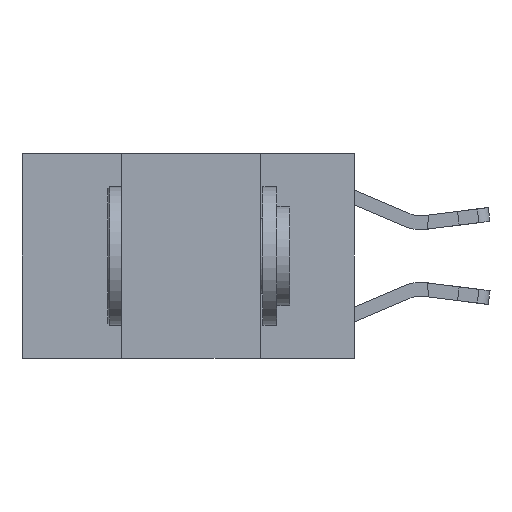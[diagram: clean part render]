
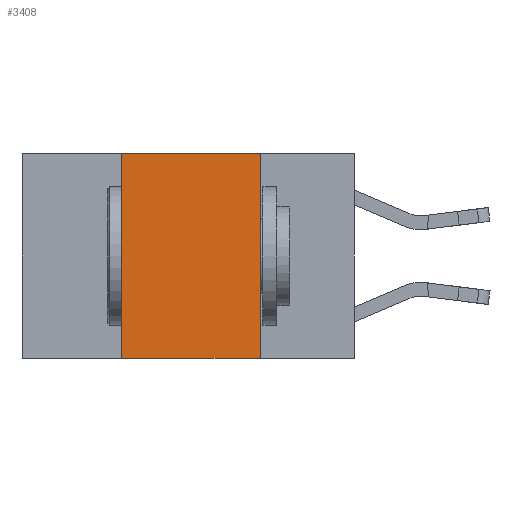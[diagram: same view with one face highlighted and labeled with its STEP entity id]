
A CAD part, left-side view. The second image highlights one B-rep face of the part: STEP entity #3408.
In plain terms, the highlighted planar face has unit normal (-1, 0, 0).
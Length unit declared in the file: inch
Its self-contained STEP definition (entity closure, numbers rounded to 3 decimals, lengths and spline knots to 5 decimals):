
#409 = VERTEX_POINT ( 'NONE', #1356 ) ;
#586 = CARTESIAN_POINT ( 'NONE',  ( 0., 0.42, 0. ) ) ;
#1058 = ORIENTED_EDGE ( 'NONE', *, *, #7556, .F. ) ;
#1095 = ORIENTED_EDGE ( 'NONE', *, *, #5682, .F. ) ;
#1191 = ORIENTED_EDGE ( 'NONE', *, *, #10380, .F. ) ;
#1244 = ORIENTED_EDGE ( 'NONE', *, *, #10629, .T. ) ;
#1356 = CARTESIAN_POINT ( 'NONE',  ( 0., 0.17, -0.37 ) ) ;
#2004 = LINE ( 'NONE', #586, #4515 ) ;
#2237 = DIRECTION ( 'NONE',  ( 1., 0., 0. ) ) ;
#2716 = CARTESIAN_POINT ( 'NONE',  ( 0., 0.42, 0. ) ) ;
#3408 = ADVANCED_FACE ( 'NONE', ( #12701 ), #11583, .F. ) ;
#3607 = AXIS2_PLACEMENT_3D ( 'NONE', #5421, #2237, #12632 ) ;
#3696 = VERTEX_POINT ( 'NONE', #2716 ) ;
#4174 = DIRECTION ( 'NONE',  ( 0., -1., 0. ) ) ;
#4515 = VECTOR ( 'NONE', #12089, 39.37008 ) ;
#4550 = LINE ( 'NONE', #7756, #9942 ) ;
#4985 = EDGE_LOOP ( 'NONE', ( #1058, #1095, #1191, #1244 ) ) ;
#5421 = CARTESIAN_POINT ( 'NONE',  ( 0., 0.6, 0. ) ) ;
#5523 = CARTESIAN_POINT ( 'NONE',  ( 0., 0.17, 0. ) ) ;
#5682 = EDGE_CURVE ( 'NONE', #3696, #12505, #4550, .T. ) ;
#6174 = CARTESIAN_POINT ( 'NONE',  ( 0., 0.17, 0. ) ) ;
#7422 = LINE ( 'NONE', #12427, #12879 ) ;
#7556 = EDGE_CURVE ( 'NONE', #12505, #409, #8899, .T. ) ;
#7756 = CARTESIAN_POINT ( 'NONE',  ( 0., 0.6, 0. ) ) ;
#8588 = VECTOR ( 'NONE', #13358, 39.37008 ) ;
#8899 = LINE ( 'NONE', #6174, #8588 ) ;
#9492 = VERTEX_POINT ( 'NONE', #10375 ) ;
#9775 = DIRECTION ( 'NONE',  ( 0., -1., 0. ) ) ;
#9942 = VECTOR ( 'NONE', #9775, 39.37008 ) ;
#10375 = CARTESIAN_POINT ( 'NONE',  ( 0., 0.42, -0.37 ) ) ;
#10380 = EDGE_CURVE ( 'NONE', #9492, #3696, #2004, .T. ) ;
#10629 = EDGE_CURVE ( 'NONE', #9492, #409, #7422, .T. ) ;
#11583 = PLANE ( 'NONE',  #3607 ) ;
#12089 = DIRECTION ( 'NONE',  ( 0., 0., 1. ) ) ;
#12427 = CARTESIAN_POINT ( 'NONE',  ( 0., 0.6, -0.37 ) ) ;
#12505 = VERTEX_POINT ( 'NONE', #5523 ) ;
#12632 = DIRECTION ( 'NONE',  ( 0., 0., -1. ) ) ;
#12701 = FACE_OUTER_BOUND ( 'NONE', #4985, .T. ) ;
#12879 = VECTOR ( 'NONE', #4174, 39.37008 ) ;
#13358 = DIRECTION ( 'NONE',  ( 0., 0., -1. ) ) ;
